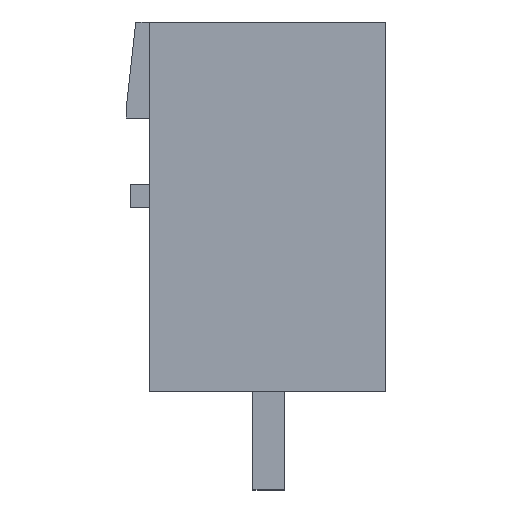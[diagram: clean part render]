
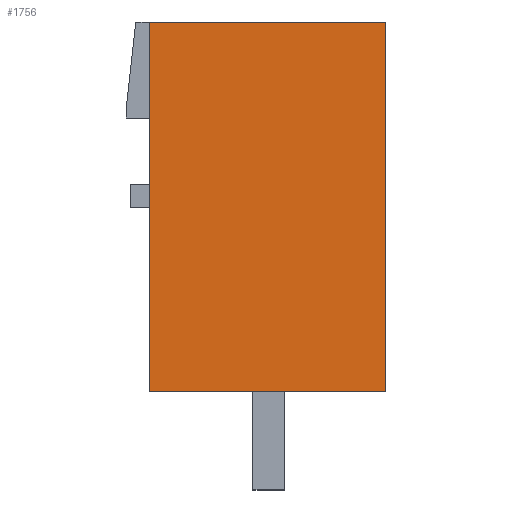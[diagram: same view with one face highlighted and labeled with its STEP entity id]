
A CAD part, left-side view. The second image highlights one B-rep face of the part: STEP entity #1756.
In plain terms, the highlighted planar face has unit normal (-1, 0, 0).
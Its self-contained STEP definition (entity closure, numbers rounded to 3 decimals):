
#1736=AXIS2_PLACEMENT_3D('Plane Axis2P3D',#1733,#1734,#1735) ;
#913=CARTESIAN_POINT('Vertex',(0.,0.,3.2)) ;
#916=CARTESIAN_POINT('Line Origine',(0.,3.84,3.2)) ;
#920=CARTESIAN_POINT('Vertex',(0.,7.68,3.2)) ;
#1357=CARTESIAN_POINT('Vertex',(0.,0.,15.2)) ;
#1360=CARTESIAN_POINT('Line Origine',(0.,0.,9.2)) ;
#1733=CARTESIAN_POINT('Axis2P3D Location',(0.,-1.5,3.2)) ;
#1738=CARTESIAN_POINT('Line Origine',(0.,7.68,9.2)) ;
#1742=CARTESIAN_POINT('Vertex',(0.,7.68,15.2)) ;
#1745=CARTESIAN_POINT('Line Origine',(0.,3.84,15.2)) ;
#917=DIRECTION('Vector Direction',(0.,-1.,0.)) ;
#1361=DIRECTION('Vector Direction',(0.,0.,-1.)) ;
#1734=DIRECTION('Axis2P3D Direction',(-1.,0.,0.)) ;
#1735=DIRECTION('Axis2P3D XDirection',(0.,0.,1.)) ;
#1739=DIRECTION('Vector Direction',(0.,0.,-1.)) ;
#1746=DIRECTION('Vector Direction',(0.,-1.,0.)) ;
#918=VECTOR('Line Direction',#917,1.) ;
#1362=VECTOR('Line Direction',#1361,1.) ;
#1740=VECTOR('Line Direction',#1739,1.) ;
#1747=VECTOR('Line Direction',#1746,1.) ;
#1751=ORIENTED_EDGE('',*,*,#1744,.T.) ;
#1752=ORIENTED_EDGE('',*,*,#922,.T.) ;
#1753=ORIENTED_EDGE('',*,*,#1364,.T.) ;
#1754=ORIENTED_EDGE('',*,*,#1749,.T.) ;
#1756=ADVANCED_FACE('HOUSING',(#1755),#1737,.T.) ;
#922=EDGE_CURVE('',#921,#914,#919,.T.) ;
#1364=EDGE_CURVE('',#914,#1358,#1363,.F.) ;
#1744=EDGE_CURVE('',#1743,#921,#1741,.T.) ;
#1749=EDGE_CURVE('',#1358,#1743,#1748,.F.) ;
#1750=EDGE_LOOP('',(#1751,#1752,#1753,#1754)) ;
#1755=FACE_OUTER_BOUND('',#1750,.T.) ;
#919=LINE('Line',#916,#918) ;
#1363=LINE('Line',#1360,#1362) ;
#1741=LINE('Line',#1738,#1740) ;
#1748=LINE('Line',#1745,#1747) ;
#1737=PLANE('',#1736) ;
#914=VERTEX_POINT('',#913) ;
#921=VERTEX_POINT('',#920) ;
#1358=VERTEX_POINT('',#1357) ;
#1743=VERTEX_POINT('',#1742) ;
